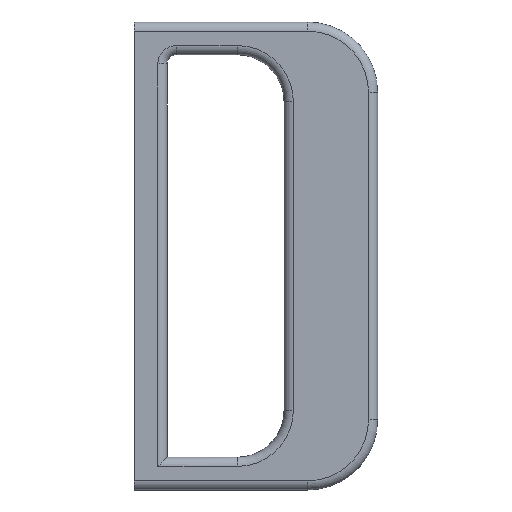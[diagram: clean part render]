
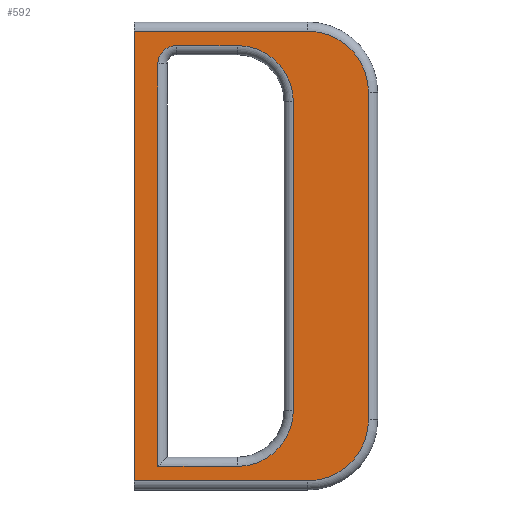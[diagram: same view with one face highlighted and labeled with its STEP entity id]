
A CAD part, left-side view. The second image highlights one B-rep face of the part: STEP entity #592.
In plain terms, the highlighted planar face has unit normal (-1, 0, 0).
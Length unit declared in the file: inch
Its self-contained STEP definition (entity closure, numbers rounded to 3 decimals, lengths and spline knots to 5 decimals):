
#17=FACE_BOUND('',#84,.T.);
#19=PLANE('',#655);
#44=FACE_OUTER_BOUND('',#83,.T.);
#83=EDGE_LOOP('',(#410,#411,#412,#413,#414,#415));
#84=EDGE_LOOP('',(#416,#417,#418,#419,#420,#421,#422));
#120=LINE('',#949,#163);
#121=LINE('',#960,#164);
#123=LINE('',#972,#166);
#125=LINE('',#975,#168);
#126=LINE('',#980,#169);
#127=LINE('',#984,#170);
#128=LINE('',#988,#171);
#129=LINE('',#989,#172);
#163=VECTOR('',#734,0.3937);
#164=VECTOR('',#747,0.3937);
#166=VECTOR('',#761,0.3937);
#168=VECTOR('',#765,0.3937);
#169=VECTOR('',#768,0.3937);
#170=VECTOR('',#771,0.3937);
#171=VECTOR('',#774,0.3937);
#172=VECTOR('',#775,0.3937);
#208=CIRCLE('',#645,0.65157);
#212=CIRCLE('',#651,0.65157);
#215=CIRCLE('',#656,0.19685);
#216=CIRCLE('',#657,0.59843);
#217=CIRCLE('',#658,0.59843);
#249=VERTEX_POINT('',#942);
#252=VERTEX_POINT('',#947);
#254=VERTEX_POINT('',#952);
#256=VERTEX_POINT('',#958);
#258=VERTEX_POINT('',#964);
#260=VERTEX_POINT('',#970);
#261=VERTEX_POINT('',#976);
#262=VERTEX_POINT('',#977);
#263=VERTEX_POINT('',#979);
#264=VERTEX_POINT('',#981);
#265=VERTEX_POINT('',#983);
#266=VERTEX_POINT('',#985);
#267=VERTEX_POINT('',#987);
#304=EDGE_CURVE('',#252,#249,#120,.T.);
#306=EDGE_CURVE('',#254,#252,#208,.T.);
#309=EDGE_CURVE('',#256,#254,#121,.T.);
#312=EDGE_CURVE('',#258,#256,#212,.T.);
#315=EDGE_CURVE('',#260,#258,#123,.T.);
#317=EDGE_CURVE('',#260,#249,#125,.T.);
#318=EDGE_CURVE('',#261,#262,#215,.T.);
#319=EDGE_CURVE('',#263,#261,#126,.T.);
#320=EDGE_CURVE('',#264,#263,#216,.T.);
#321=EDGE_CURVE('',#265,#264,#127,.T.);
#322=EDGE_CURVE('',#266,#265,#217,.T.);
#323=EDGE_CURVE('',#267,#266,#128,.T.);
#324=EDGE_CURVE('',#262,#267,#129,.T.);
#410=ORIENTED_EDGE('',*,*,#304,.F.);
#411=ORIENTED_EDGE('',*,*,#306,.F.);
#412=ORIENTED_EDGE('',*,*,#309,.F.);
#413=ORIENTED_EDGE('',*,*,#312,.F.);
#414=ORIENTED_EDGE('',*,*,#315,.F.);
#415=ORIENTED_EDGE('',*,*,#317,.T.);
#416=ORIENTED_EDGE('',*,*,#318,.F.);
#417=ORIENTED_EDGE('',*,*,#319,.F.);
#418=ORIENTED_EDGE('',*,*,#320,.F.);
#419=ORIENTED_EDGE('',*,*,#321,.F.);
#420=ORIENTED_EDGE('',*,*,#322,.F.);
#421=ORIENTED_EDGE('',*,*,#323,.F.);
#422=ORIENTED_EDGE('',*,*,#324,.F.);
#592=ADVANCED_FACE('',(#44,#17),#19,.T.);
#645=AXIS2_PLACEMENT_3D('',#954,#739,#740);
#651=AXIS2_PLACEMENT_3D('',#966,#753,#754);
#655=AXIS2_PLACEMENT_3D('',#974,#763,#764);
#656=AXIS2_PLACEMENT_3D('',#978,#766,#767);
#657=AXIS2_PLACEMENT_3D('',#982,#769,#770);
#658=AXIS2_PLACEMENT_3D('',#986,#772,#773);
#734=DIRECTION('',(0.,1.,0.));
#739=DIRECTION('center_axis',(1.,0.,0.));
#740=DIRECTION('ref_axis',(0.,-0.707,-0.707));
#747=DIRECTION('',(0.,0.,-1.));
#753=DIRECTION('center_axis',(1.,0.,0.));
#754=DIRECTION('ref_axis',(0.,-0.707,0.707));
#761=DIRECTION('',(0.,-1.,0.));
#763=DIRECTION('center_axis',(-1.,0.,0.));
#764=DIRECTION('ref_axis',(0.,0.,1.));
#765=DIRECTION('',(0.,0.,-1.));
#766=DIRECTION('center_axis',(-1.,0.,0.));
#767=DIRECTION('ref_axis',(0.,0.707,0.707));
#768=DIRECTION('',(0.,1.,0.));
#769=DIRECTION('center_axis',(-1.,0.,0.));
#770=DIRECTION('ref_axis',(0.,-0.707,0.707));
#771=DIRECTION('',(0.,0.,1.));
#772=DIRECTION('center_axis',(-1.,0.,0.));
#773=DIRECTION('ref_axis',(0.,-0.707,-0.707));
#774=DIRECTION('',(0.,-1.,0.));
#775=DIRECTION('',(0.,0.,-1.));
#942=CARTESIAN_POINT('',(-0.5,0.,-2.40157));
#947=CARTESIAN_POINT('',(-0.5,-1.85,-2.40157));
#949=CARTESIAN_POINT('',(-0.5,-1.95,-2.40157));
#952=CARTESIAN_POINT('',(-0.5,-2.50157,-1.75));
#954=CARTESIAN_POINT('Origin',(-0.5,-1.85,-1.75));
#958=CARTESIAN_POINT('',(-0.5,-2.50157,1.75));
#960=CARTESIAN_POINT('',(-0.5,-2.50157,1.25));
#964=CARTESIAN_POINT('',(-0.5,-1.85,2.40157));
#966=CARTESIAN_POINT('Origin',(-0.5,-1.85,1.75));
#970=CARTESIAN_POINT('',(-0.5,0.,2.40157));
#972=CARTESIAN_POINT('',(-0.5,-0.65,2.40157));
#974=CARTESIAN_POINT('Origin',(-0.5,-1.3,0.));
#975=CARTESIAN_POINT('',(-0.5,0.,2.5));
#976=CARTESIAN_POINT('',(-0.5,-0.44843,2.24843));
#977=CARTESIAN_POINT('',(-0.5,-0.25157,2.05157));
#978=CARTESIAN_POINT('Origin',(-0.5,-0.44843,2.05157));
#979=CARTESIAN_POINT('',(-0.5,-1.1,2.24843));
#980=CARTESIAN_POINT('',(-0.5,-1.45,2.24843));
#981=CARTESIAN_POINT('',(-0.5,-1.69843,1.65));
#982=CARTESIAN_POINT('Origin',(-0.5,-1.1,1.65));
#983=CARTESIAN_POINT('',(-0.5,-1.69843,-1.65));
#984=CARTESIAN_POINT('',(-0.5,-1.69843,-1.075));
#985=CARTESIAN_POINT('',(-0.5,-1.1,-2.24843));
#986=CARTESIAN_POINT('Origin',(-0.5,-1.1,-1.65));
#987=CARTESIAN_POINT('',(-0.5,-0.25157,-2.24843));
#988=CARTESIAN_POINT('',(-0.5,-0.825,-2.24843));
#989=CARTESIAN_POINT('',(-0.5,-0.25157,1.075));
